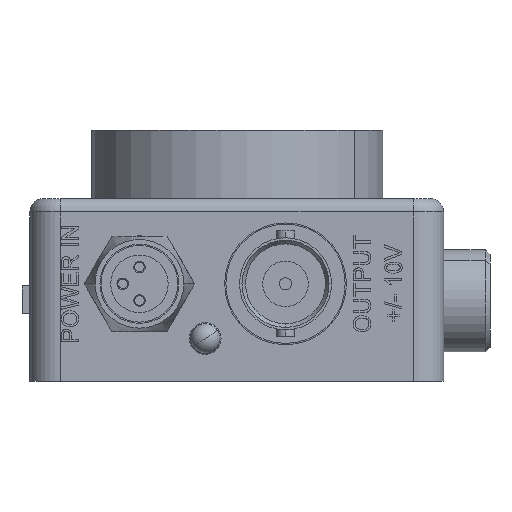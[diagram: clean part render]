
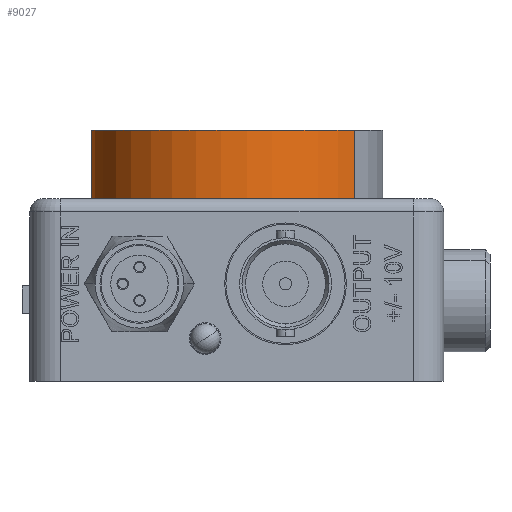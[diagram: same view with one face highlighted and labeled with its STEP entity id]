
A CAD part, front view. The second image highlights one B-rep face of the part: STEP entity #9027.
In plain terms, the highlighted cylindrical face has radius 15.24 mm (diameter 30.48 mm), a partial arc.
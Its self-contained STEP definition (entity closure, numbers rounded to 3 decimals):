
#8934 = ORIENTED_EDGE ( 'NONE', *, *, #9046, .T. ) ;
#8935 = VERTEX_POINT ( 'NONE', #96013 ) ;
#8949 = ORIENTED_EDGE ( 'NONE', *, *, #8950, .F. ) ;
#8950 = EDGE_CURVE ( 'NONE', #9086, #9083, #96065, .T. ) ;
#8951 = ORIENTED_EDGE ( 'NONE', *, *, #8956, .T. ) ;
#8954 = ORIENTED_EDGE ( 'NONE', *, *, #9088, .F. ) ;
#8956 = EDGE_CURVE ( 'NONE', #9086, #9089, #96050, .T. ) ;
#8958 = EDGE_LOOP ( 'NONE', ( #8954, #8949, #8951, #8934 ) ) ;
#9027 = ADVANCED_FACE ( 'NONE', ( #96551 ), #96509, .T. ) ;
#9046 = EDGE_CURVE ( 'NONE', #9089, #8935, #96714, .T. ) ;
#9083 = VERTEX_POINT ( 'NONE', #97415 ) ;
#9086 = VERTEX_POINT ( 'NONE', #97761 ) ;
#9088 = EDGE_CURVE ( 'NONE', #9083, #8935, #97754, .T. ) ;
#9089 = VERTEX_POINT ( 'NONE', #97745 ) ;
#96013 = CARTESIAN_POINT ( 'NONE',  ( 33.896, 29.11, 19.05 ) ) ;
#96049 = CARTESIAN_POINT ( 'NONE',  ( 9.284, 47.09, 26.162 ) ) ;
#96050 = LINE ( 'NONE', #96049, #96160 ) ;
#96061 = DIRECTION ( 'NONE',  ( 0.807, -0.59, 0. ) ) ;
#96062 = DIRECTION ( 'NONE',  ( 0., 0., 1. ) ) ;
#96063 = CARTESIAN_POINT ( 'NONE',  ( 21.59, 38.1, 26.162 ) ) ;
#96064 = AXIS2_PLACEMENT_3D ( 'NONE', #96063, #96062, #96061 ) ;
#96065 = CIRCLE ( 'NONE', #96064, 15.24 ) ;
#96159 = DIRECTION ( 'NONE',  ( 0., 0., -1. ) ) ;
#96160 = VECTOR ( 'NONE', #96159, 1000. ) ;
#96495 = DIRECTION ( 'NONE',  ( -0.807, 0.59, 0. ) ) ;
#96497 = DIRECTION ( 'NONE',  ( 0., 0., -1. ) ) ;
#96498 = CARTESIAN_POINT ( 'NONE',  ( 21.59, 38.1, 26.162 ) ) ;
#96499 = AXIS2_PLACEMENT_3D ( 'NONE', #96498, #96497, #96495 ) ;
#96509 = CYLINDRICAL_SURFACE ( 'NONE', #96499, 15.24 ) ;
#96551 = FACE_OUTER_BOUND ( 'NONE', #8958, .T. ) ;
#96707 = DIRECTION ( 'NONE',  ( 0.807, -0.59, 0. ) ) ;
#96709 = DIRECTION ( 'NONE',  ( 0., 0., 1. ) ) ;
#96710 = CARTESIAN_POINT ( 'NONE',  ( 21.59, 38.1, 19.05 ) ) ;
#96712 = AXIS2_PLACEMENT_3D ( 'NONE', #96710, #96709, #96707 ) ;
#96714 = CIRCLE ( 'NONE', #96712, 15.24 ) ;
#97415 = CARTESIAN_POINT ( 'NONE',  ( 33.896, 29.11, 26.162 ) ) ;
#97745 = CARTESIAN_POINT ( 'NONE',  ( 9.284, 47.09, 19.05 ) ) ;
#97749 = DIRECTION ( 'NONE',  ( 0., 0., -1. ) ) ;
#97750 = VECTOR ( 'NONE', #97749, 1000. ) ;
#97753 = CARTESIAN_POINT ( 'NONE',  ( 33.896, 29.11, 26.162 ) ) ;
#97754 = LINE ( 'NONE', #97753, #97750 ) ;
#97761 = CARTESIAN_POINT ( 'NONE',  ( 9.284, 47.09, 26.162 ) ) ;
